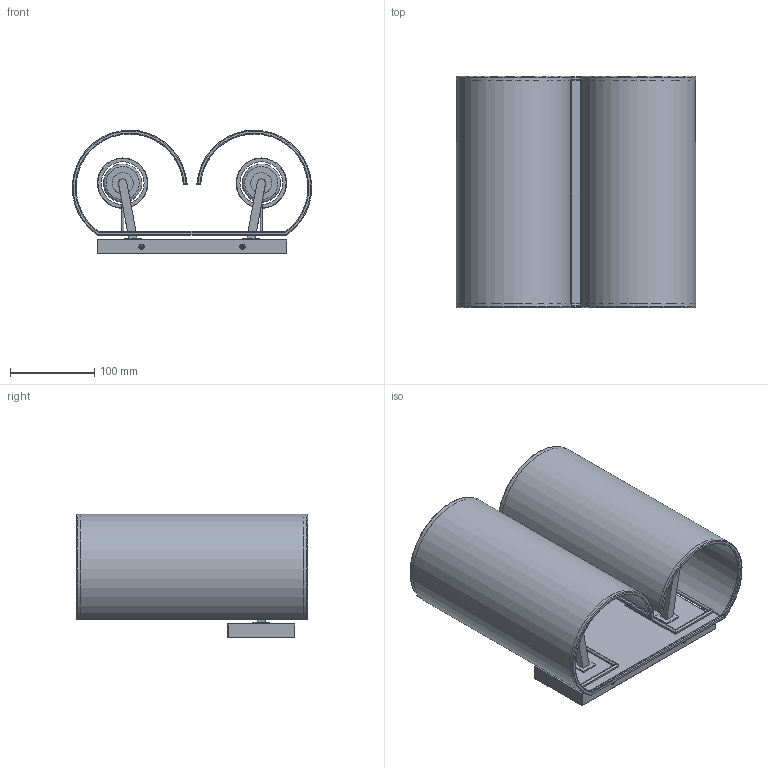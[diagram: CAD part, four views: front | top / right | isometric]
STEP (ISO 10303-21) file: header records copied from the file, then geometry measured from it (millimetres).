
FILE_DESCRIPTION (( 'STEP AP203' ), '1' );
FILE_NAME ('SC 26B BL._exported.step', '2025-02-09T09:02:38', ( '' ), ( '' ), 'SwSTEP 2.0', 'SolidWorks 2023', '' );
FILE_SCHEMA (( 'CONFIG_CONTROL_DESIGN' ));
Length unit declared in the file: millimetre
Products named in the file (1): SC 26B BL._exported
Bounding box: 284.85 x 275 x 147.08 mm (x, y, z)
Surface area: 520269.4 mm2 (no closed solid volume)
Topology: 0 solids, 11 shells, 240 faces, 759 edges, 503 vertices
Faces by surface type: cylinder 96, plane 76, torus 46, cone 10, sphere 8, bspline 4
Entity records: 8733 total; most frequent: CARTESIAN_POINT 2034, DIRECTION 1480, ORIENTED_EDGE 1212, EDGE_CURVE 751, AXIS2_PLACEMENT_3D 553, VERTEX_POINT 503, LINE 374, VECTOR 374
